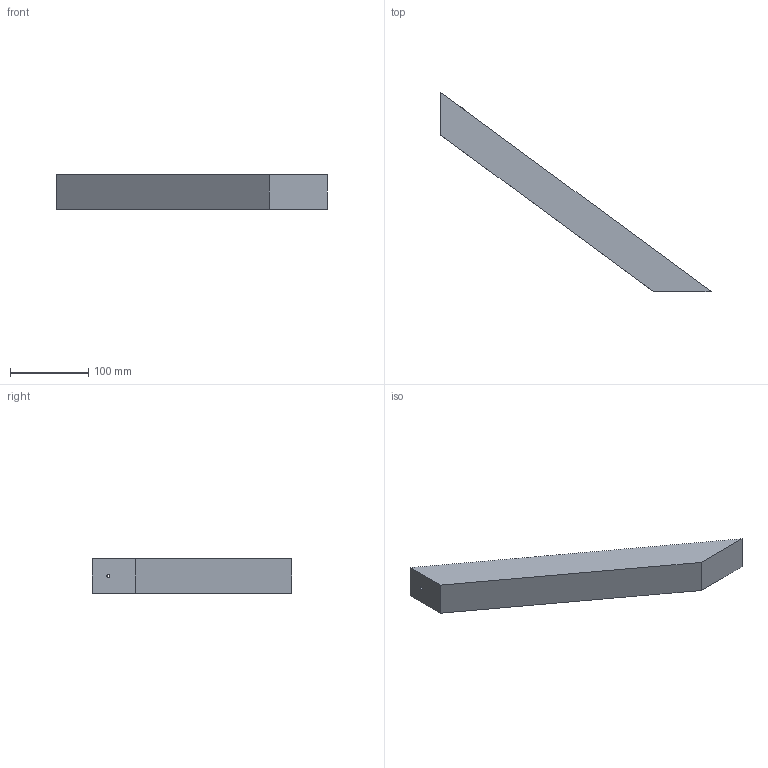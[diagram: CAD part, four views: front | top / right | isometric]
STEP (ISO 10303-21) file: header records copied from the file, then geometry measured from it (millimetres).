
FILE_DESCRIPTION (( 'STEP AP203' ), '1' );
FILE_NAME ('WOODEN_BATTEN-2.STEP', '2026-01-20T11:21:56', ( '' ), ( '' ), 'SwSTEP 2.0', 'SolidWorks 2024', '' );
FILE_SCHEMA (( 'CONFIG_CONTROL_DESIGN' ));
Length unit declared in the file: millimetre
Products named in the file (1): WOODEN_BATTEN-2
Bounding box: 346 x 255.31 x 44 mm (x, y, z)
Volume: 743065.6 mm3; surface area: 73517.9 mm2
Topology: 1 solids, 1 shells, 7 faces, 16 edges, 11 vertices
Faces by surface type: plane 6, cylinder 1
Full cylindrical faces by diameter (mm): 3.5 x1
Entity records: 267 total; most frequent: CARTESIAN_POINT 38, DIRECTION 30, ORIENTED_EDGE 28, EDGE_CURVE 14, LINE 12, VECTOR 12, VERTEX_POINT 10, EDGE_LOOP 10
